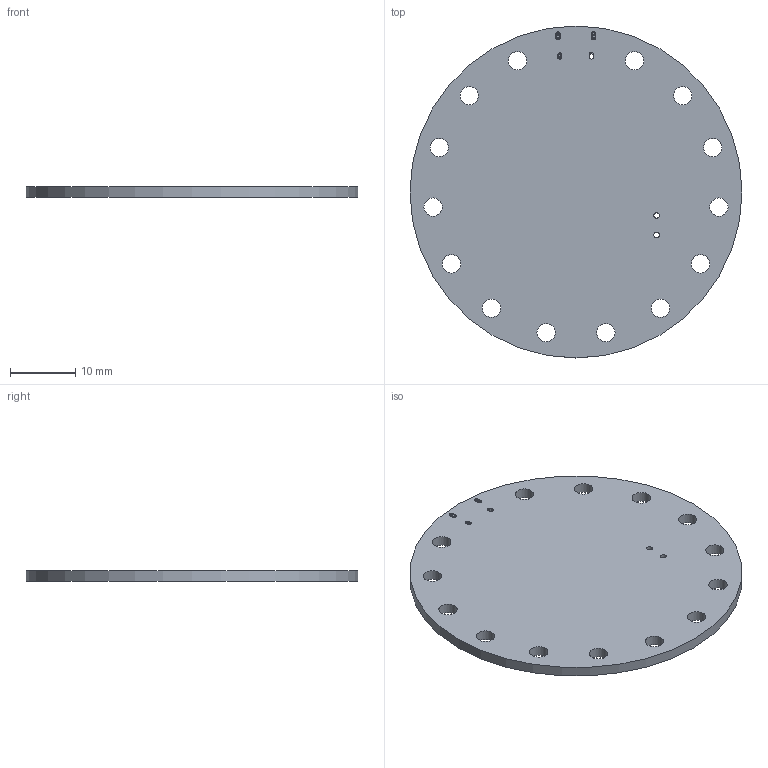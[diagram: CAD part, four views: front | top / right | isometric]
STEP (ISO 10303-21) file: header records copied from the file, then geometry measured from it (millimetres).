
FILE_DESCRIPTION(('KiCad electronic assembly'),'2;1');
FILE_NAME('kicadBoard.step','2022-11-07T07:19:12',('Pcbnew'),('Kicad'), 'Open CASCADE STEP processor 7.6','KiCad to STEP converter','Unknown' );
FILE_SCHEMA(('AUTOMOTIVE_DESIGN { 1 0 10303 214 1 1 1 1 }'));
Length unit declared in the file: millimetre
Products named in the file (2): kicadBoard 1; _autosave-kicadBoard PCB
Assembly tree (1 placements, depth 2):
  kicadBoard 1
    _autosave-kicadBoard PCB
Bounding box: 50.74 x 50.74 x 1.6 mm (x, y, z)
Volume: 3095.4 mm3; surface area: 4337.5 mm2
Topology: 2 solids, 2 shells, 100 faces, 238 edges, 148 vertices
Faces by surface type: plane 72, cylinder 28
Full cylindrical faces by diameter (mm): 0.85 x2, 2.794 x14, 50.737 x1
Entity records: 6201 total; most frequent: DIRECTION 1112, CARTESIAN_POINT 980, CIRCLE 570, ORIENTED_EDGE 476, PCURVE 476, DEFINITIONAL_REPRESENTATION 476, AXIS2_PLACEMENT_2D 360, AXIS2_PLACEMENT_3D 312
